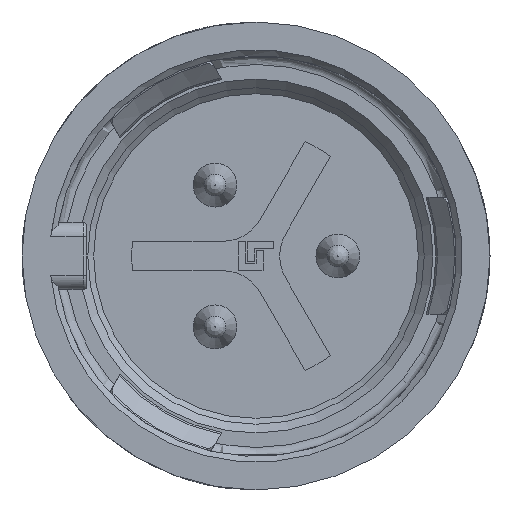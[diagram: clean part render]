
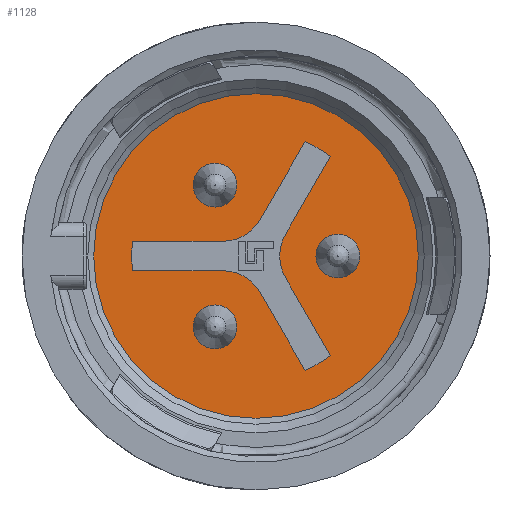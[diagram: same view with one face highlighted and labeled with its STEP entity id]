
A CAD part, left-side view. The second image highlights one B-rep face of the part: STEP entity #1128.
In plain terms, the highlighted planar face has unit normal (-1, 0, 0).
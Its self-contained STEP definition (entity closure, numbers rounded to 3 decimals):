
#614=LINE('',#6794,#844);
#615=LINE('',#6799,#845);
#616=LINE('',#6803,#846);
#617=LINE('',#6807,#847);
#618=LINE('',#6811,#848);
#619=LINE('',#6815,#849);
#844=VECTOR('',#4957,1.);
#845=VECTOR('',#4960,1.);
#846=VECTOR('',#4963,1.);
#847=VECTOR('',#4966,1.);
#848=VECTOR('',#4969,1.);
#849=VECTOR('',#4972,1.);
#1128=ADVANCED_FACE('',(#1479,#1480,#1481,#1482,#1483),#1373,.F.);
#1373=PLANE('',#4339);
#1479=FACE_BOUND('',#1578,.T.);
#1480=FACE_BOUND('',#1579,.T.);
#1481=FACE_BOUND('',#1580,.T.);
#1482=FACE_BOUND('',#1581,.T.);
#1483=FACE_BOUND('',#1582,.T.);
#1578=EDGE_LOOP('',(#2026));
#1579=EDGE_LOOP('',(#2027));
#1580=EDGE_LOOP('',(#2028));
#1581=EDGE_LOOP('',(#2029,#2030,#2031,#2032,#2033,#2034,#2035,#2036,#2037,
#2038,#2039,#2040));
#1582=EDGE_LOOP('',(#2041));
#2026=ORIENTED_EDGE('',*,*,#3585,.T.);
#2027=ORIENTED_EDGE('',*,*,#3586,.T.);
#2028=ORIENTED_EDGE('',*,*,#3587,.T.);
#2029=ORIENTED_EDGE('',*,*,#3588,.F.);
#2030=ORIENTED_EDGE('',*,*,#3589,.T.);
#2031=ORIENTED_EDGE('',*,*,#3590,.F.);
#2032=ORIENTED_EDGE('',*,*,#3591,.F.);
#2033=ORIENTED_EDGE('',*,*,#3592,.F.);
#2034=ORIENTED_EDGE('',*,*,#3593,.T.);
#2035=ORIENTED_EDGE('',*,*,#3594,.F.);
#2036=ORIENTED_EDGE('',*,*,#3595,.F.);
#2037=ORIENTED_EDGE('',*,*,#3596,.F.);
#2038=ORIENTED_EDGE('',*,*,#3597,.T.);
#2039=ORIENTED_EDGE('',*,*,#3598,.F.);
#2040=ORIENTED_EDGE('',*,*,#3599,.F.);
#2041=ORIENTED_EDGE('',*,*,#3600,.T.);
#3191=VERTEX_POINT('',#6789);
#3192=VERTEX_POINT('',#6791);
#3193=VERTEX_POINT('',#6793);
#3194=VERTEX_POINT('',#6795);
#3195=VERTEX_POINT('',#6796);
#3196=VERTEX_POINT('',#6798);
#3197=VERTEX_POINT('',#6800);
#3198=VERTEX_POINT('',#6802);
#3199=VERTEX_POINT('',#6804);
#3200=VERTEX_POINT('',#6806);
#3201=VERTEX_POINT('',#6808);
#3202=VERTEX_POINT('',#6810);
#3203=VERTEX_POINT('',#6812);
#3204=VERTEX_POINT('',#6814);
#3205=VERTEX_POINT('',#6816);
#3206=VERTEX_POINT('',#6819);
#3585=EDGE_CURVE('',#3191,#3191,#4073,.T.);
#3586=EDGE_CURVE('',#3192,#3192,#4074,.T.);
#3587=EDGE_CURVE('',#3193,#3193,#4075,.T.);
#3588=EDGE_CURVE('',#3194,#3195,#614,.T.);
#3589=EDGE_CURVE('',#3194,#3196,#4076,.T.);
#3590=EDGE_CURVE('',#3197,#3196,#615,.T.);
#3591=EDGE_CURVE('',#3198,#3197,#4077,.T.);
#3592=EDGE_CURVE('',#3199,#3198,#616,.T.);
#3593=EDGE_CURVE('',#3199,#3200,#4078,.T.);
#3594=EDGE_CURVE('',#3201,#3200,#617,.T.);
#3595=EDGE_CURVE('',#3202,#3201,#4079,.T.);
#3596=EDGE_CURVE('',#3203,#3202,#618,.T.);
#3597=EDGE_CURVE('',#3203,#3204,#4080,.T.);
#3598=EDGE_CURVE('',#3205,#3204,#619,.T.);
#3599=EDGE_CURVE('',#3195,#3205,#4081,.T.);
#3600=EDGE_CURVE('',#3206,#3206,#4082,.T.);
#4073=CIRCLE('',#4329,0.75);
#4074=CIRCLE('',#4330,0.75);
#4075=CIRCLE('',#4331,0.75);
#4076=CIRCLE('',#4332,1.5);
#4077=CIRCLE('',#4333,4.25);
#4078=CIRCLE('',#4334,1.5);
#4079=CIRCLE('',#4335,4.25);
#4080=CIRCLE('',#4336,1.5);
#4081=CIRCLE('',#4337,4.25);
#4082=CIRCLE('',#4338,5.55);
#4329=AXIS2_PLACEMENT_3D('',#6788,#4951,#4952);
#4330=AXIS2_PLACEMENT_3D('',#6790,#4953,#4954);
#4331=AXIS2_PLACEMENT_3D('',#6792,#4955,#4956);
#4332=AXIS2_PLACEMENT_3D('',#6797,#4958,#4959);
#4333=AXIS2_PLACEMENT_3D('',#6801,#4961,#4962);
#4334=AXIS2_PLACEMENT_3D('',#6805,#4964,#4965);
#4335=AXIS2_PLACEMENT_3D('',#6809,#4967,#4968);
#4336=AXIS2_PLACEMENT_3D('',#6813,#4970,#4971);
#4337=AXIS2_PLACEMENT_3D('',#6817,#4973,#4974);
#4338=AXIS2_PLACEMENT_3D('',#6818,#4975,#4976);
#4339=AXIS2_PLACEMENT_3D('',#6820,#4977,#4978);
#4951=DIRECTION('',(1.,0.,0.));
#4952=DIRECTION('',(0.,0.,-1.));
#4953=DIRECTION('',(1.,0.,0.));
#4954=DIRECTION('',(0.,0.,-1.));
#4955=DIRECTION('',(1.,0.,0.));
#4956=DIRECTION('',(0.,0.,-1.));
#4957=DIRECTION('',(0.,-0.5,-0.866));
#4958=DIRECTION('',(-1.,0.,0.));
#4959=DIRECTION('',(0.,0.,-1.));
#4960=DIRECTION('',(0.,-1.,0.));
#4961=DIRECTION('',(-1.,0.,0.));
#4962=DIRECTION('',(0.,-0.5,0.866));
#4963=DIRECTION('',(0.,1.,0.));
#4964=DIRECTION('',(-1.,0.,0.));
#4965=DIRECTION('',(0.,0.,-1.));
#4966=DIRECTION('',(0.,0.5,-0.866));
#4967=DIRECTION('',(-1.,0.,0.));
#4968=DIRECTION('',(0.,-0.5,0.866));
#4969=DIRECTION('',(0.,-0.5,0.866));
#4970=DIRECTION('',(-1.,0.,0.));
#4971=DIRECTION('',(0.,0.,-1.));
#4972=DIRECTION('',(0.,0.5,0.866));
#4973=DIRECTION('',(-1.,0.,0.));
#4974=DIRECTION('',(0.,-0.5,0.866));
#4975=DIRECTION('',(-1.,0.,0.));
#4976=DIRECTION('',(0.,0.,-1.));
#4977=DIRECTION('',(1.,0.,0.));
#4978=DIRECTION('',(0.,0.,-1.));
#6788=CARTESIAN_POINT('',(10.4,-2.8,0.));
#6789=CARTESIAN_POINT('',(10.4,-2.8,-0.75));
#6790=CARTESIAN_POINT('',(10.4,1.4,-2.425));
#6791=CARTESIAN_POINT('',(10.4,1.4,-3.175));
#6792=CARTESIAN_POINT('',(10.4,1.4,2.425));
#6793=CARTESIAN_POINT('',(10.4,1.4,1.675));
#6794=CARTESIAN_POINT('',(10.4,-1.677,-3.905));
#6795=CARTESIAN_POINT('',(10.4,-0.144,-1.25));
#6796=CARTESIAN_POINT('',(10.4,-1.677,-3.905));
#6797=CARTESIAN_POINT('',(10.4,1.155,-2.));
#6798=CARTESIAN_POINT('',(10.4,1.155,-0.5));
#6799=CARTESIAN_POINT('',(10.4,0.289,-0.5));
#6800=CARTESIAN_POINT('',(10.4,4.22,-0.5));
#6801=CARTESIAN_POINT('',(10.4,0.,0.));
#6802=CARTESIAN_POINT('',(10.4,4.22,0.5));
#6803=CARTESIAN_POINT('',(10.4,4.22,0.5));
#6804=CARTESIAN_POINT('',(10.4,1.155,0.5));
#6805=CARTESIAN_POINT('',(10.4,1.155,2.));
#6806=CARTESIAN_POINT('',(10.4,-0.144,1.25));
#6807=CARTESIAN_POINT('',(10.4,0.289,0.5));
#6808=CARTESIAN_POINT('',(10.4,-1.677,3.905));
#6809=CARTESIAN_POINT('',(10.4,0.,0.));
#6810=CARTESIAN_POINT('',(10.4,-2.543,3.405));
#6811=CARTESIAN_POINT('',(10.4,-2.543,3.405));
#6812=CARTESIAN_POINT('',(10.4,-1.01,0.75));
#6813=CARTESIAN_POINT('',(10.4,-2.309,0.));
#6814=CARTESIAN_POINT('',(10.4,-1.01,-0.75));
#6815=CARTESIAN_POINT('',(10.4,-0.577,0.));
#6816=CARTESIAN_POINT('',(10.4,-2.543,-3.405));
#6817=CARTESIAN_POINT('',(10.4,0.,0.));
#6818=CARTESIAN_POINT('',(10.4,0.,0.));
#6819=CARTESIAN_POINT('',(10.4,0.,-5.55));
#6820=CARTESIAN_POINT('',(10.4,0.,0.));
